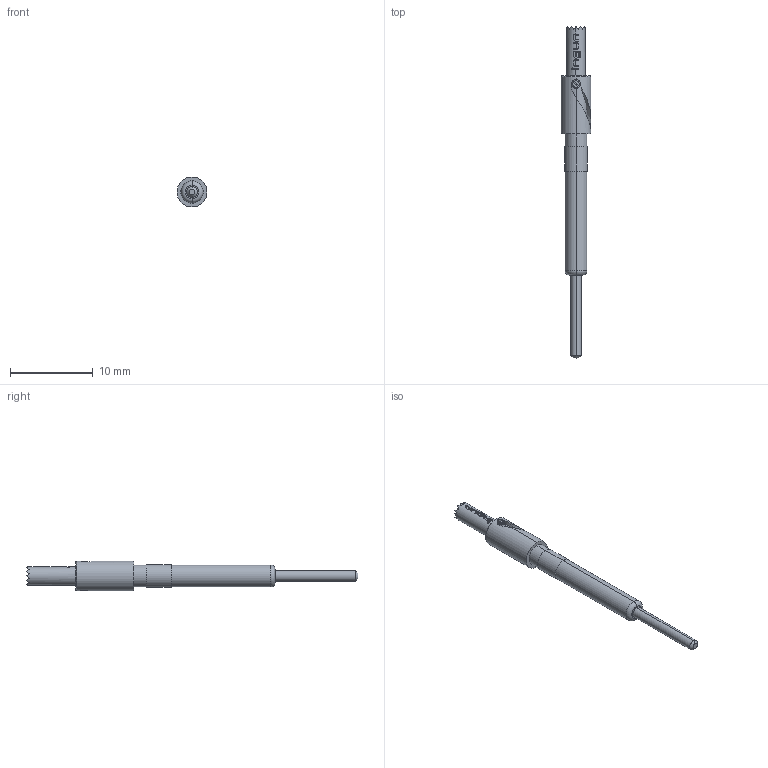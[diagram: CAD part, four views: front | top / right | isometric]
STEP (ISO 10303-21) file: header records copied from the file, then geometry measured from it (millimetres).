
FILE_DESCRIPTION (( 'STEP AP203' ), '1' );
FILE_NAME ('INGUN_GKS-713_256_225_R_xx07.STEP', '2021-12-09T12:50:10', ( 'ochi' ), ( '' ), 'SwSTEP 2.0', 'SolidWorks 2018', '' );
FILE_SCHEMA (( 'CONFIG_CONTROL_DESIGN' ));
Length unit declared in the file: millimetre
Products named in the file (1): INGUN_GKS-713_256_225_R_xx07
Bounding box: 3.6 x 40 x 3.6 mm (x, y, z)
Volume: 197.1 mm3; surface area: 334.3 mm2
Topology: 1 solids, 1 shells, 207 faces, 496 edges, 297 vertices
Faces by surface type: plane 97, bspline 65, cylinder 36, cone 7, torus 2
Entity records: 7146 total; most frequent: CARTESIAN_POINT 3138, ORIENTED_EDGE 992, DIRECTION 524, EDGE_CURVE 496, VERTEX_POINT 297, B_SPLINE_CURVE_WITH_KNOTS 238, EDGE_LOOP 213, FACE_OUTER_BOUND 207
